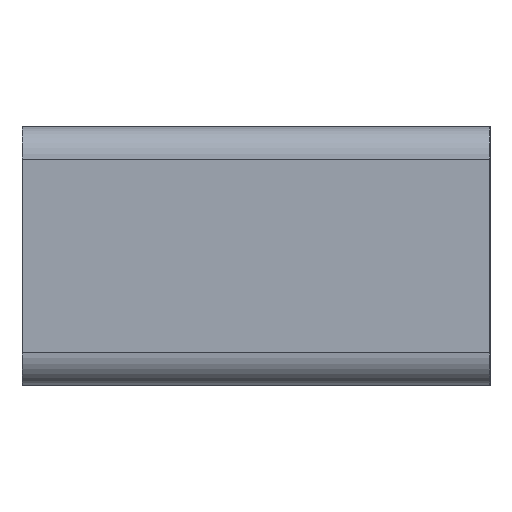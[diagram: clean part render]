
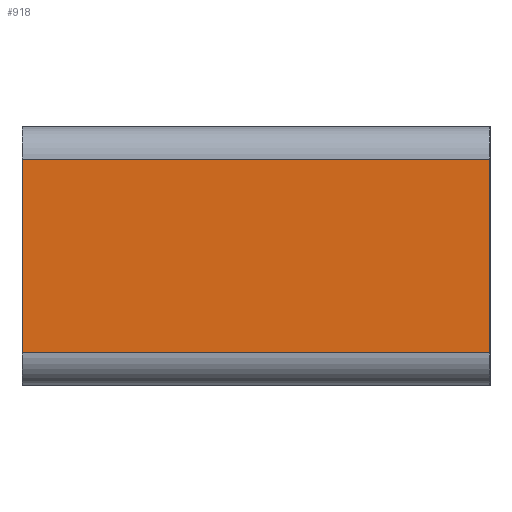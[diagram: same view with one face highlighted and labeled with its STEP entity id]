
A CAD part, left-side view. The second image highlights one B-rep face of the part: STEP entity #918.
In plain terms, the highlighted planar face has unit normal (-1, 0, 0).
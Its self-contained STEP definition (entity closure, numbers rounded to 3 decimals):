
#2 = VECTOR ( 'NONE', #562, 1000. ) ;
#90 = ORIENTED_EDGE ( 'NONE', *, *, #333, .F. ) ;
#99 = DIRECTION ( 'NONE',  ( 0., 0., -1. ) ) ;
#137 = FACE_OUTER_BOUND ( 'NONE', #254, .T. ) ;
#154 = VECTOR ( 'NONE', #912, 1000. ) ;
#200 = CARTESIAN_POINT ( 'NONE',  ( -16.25, -5.5, 8. ) ) ;
#201 = EDGE_CURVE ( 'NONE', #777, #472, #688, .T. ) ;
#234 = CARTESIAN_POINT ( 'NONE',  ( -16.25, 9., 7. ) ) ;
#254 = EDGE_LOOP ( 'NONE', ( #841, #691, #90, #590 ) ) ;
#258 = DIRECTION ( 'NONE',  ( 1., 0., 0. ) ) ;
#325 = CARTESIAN_POINT ( 'NONE',  ( -16.25, -5.5, 7. ) ) ;
#333 = EDGE_CURVE ( 'NONE', #777, #850, #459, .T. ) ;
#354 = VECTOR ( 'NONE', #913, 1000. ) ;
#392 = EDGE_CURVE ( 'NONE', #472, #439, #827, .T. ) ;
#404 = VECTOR ( 'NONE', #788, 1000. ) ;
#439 = VERTEX_POINT ( 'NONE', #719 ) ;
#459 = LINE ( 'NONE', #200, #404 ) ;
#472 = VERTEX_POINT ( 'NONE', #234 ) ;
#546 = PLANE ( 'NONE',  #924 ) ;
#562 = DIRECTION ( 'NONE',  ( 0., 0., -1. ) ) ;
#590 = ORIENTED_EDGE ( 'NONE', *, *, #201, .T. ) ;
#595 = EDGE_CURVE ( 'NONE', #439, #850, #782, .T. ) ;
#628 = CARTESIAN_POINT ( 'NONE',  ( -16.25, 9., 8. ) ) ;
#630 = CARTESIAN_POINT ( 'NONE',  ( -16.25, 9., 8. ) ) ;
#688 = LINE ( 'NONE', #707, #154 ) ;
#691 = ORIENTED_EDGE ( 'NONE', *, *, #595, .T. ) ;
#703 = CARTESIAN_POINT ( 'NONE',  ( -16.25, 9., 1. ) ) ;
#707 = CARTESIAN_POINT ( 'NONE',  ( -16.25, 9., 7. ) ) ;
#719 = CARTESIAN_POINT ( 'NONE',  ( -16.25, 9., 1. ) ) ;
#777 = VERTEX_POINT ( 'NONE', #325 ) ;
#782 = LINE ( 'NONE', #703, #354 ) ;
#788 = DIRECTION ( 'NONE',  ( 0., 0., -1. ) ) ;
#813 = CARTESIAN_POINT ( 'NONE',  ( -16.25, -5.5, 1. ) ) ;
#827 = LINE ( 'NONE', #628, #2 ) ;
#841 = ORIENTED_EDGE ( 'NONE', *, *, #392, .T. ) ;
#850 = VERTEX_POINT ( 'NONE', #813 ) ;
#912 = DIRECTION ( 'NONE',  ( 0., 1., 0. ) ) ;
#913 = DIRECTION ( 'NONE',  ( 0., -1., 0. ) ) ;
#918 = ADVANCED_FACE ( 'NONE', ( #137 ), #546, .F. ) ;
#924 = AXIS2_PLACEMENT_3D ( 'NONE', #630, #258, #99 ) ;
